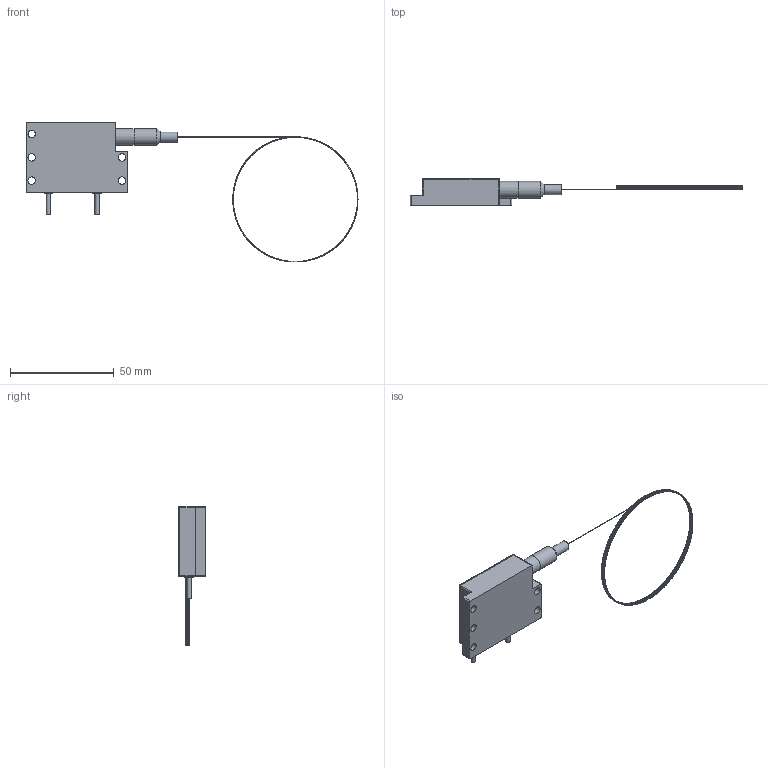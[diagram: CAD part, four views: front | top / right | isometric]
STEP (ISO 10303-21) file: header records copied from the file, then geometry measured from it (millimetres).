
FILE_DESCRIPTION (( 'STEP AP203' ), '1' );
FILE_NAME ('T3S-3D.STEP', '2022-05-10T02:54:50', ( '' ), ( '' ), 'SwSTEP 2.0', 'SolidWorks 2020', '' );
FILE_SCHEMA (( 'CONFIG_CONTROL_DESIGN' ));
Length unit declared in the file: millimetre
Products named in the file (1): T3S-3D
Bounding box: 159.8 x 13.2 x 67.38 mm (x, y, z)
Surface area: 7838.3 mm2 (no closed solid volume)
Topology: 0 solids, 14 shells, 60 faces, 201 edges, 152 vertices
Faces by surface type: cylinder 30, plane 28, cone 1, bspline 1
Full cylindrical faces by diameter (mm): 0.25 x1, 2 x2, 2.6 x1, 3.6 x5, 3.95 x2, 4 x2, 4.8 x1, 8 x2
Entity records: 2882 total; most frequent: CARTESIAN_POINT 1104, DIRECTION 365, ORIENTED_EDGE 267, EDGE_CURVE 178, VERTEX_POINT 147, AXIS2_PLACEMENT_3D 131, LINE 103, VECTOR 103
